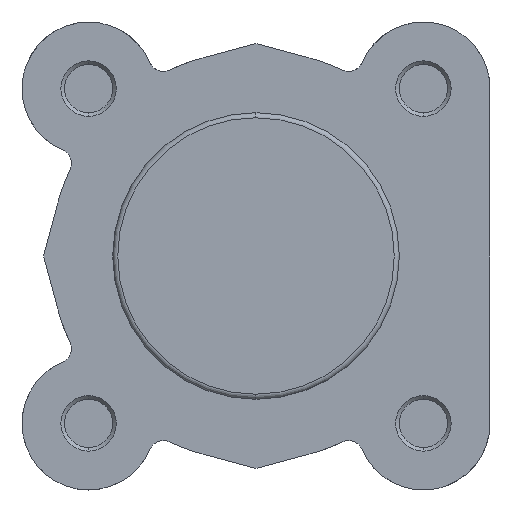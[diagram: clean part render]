
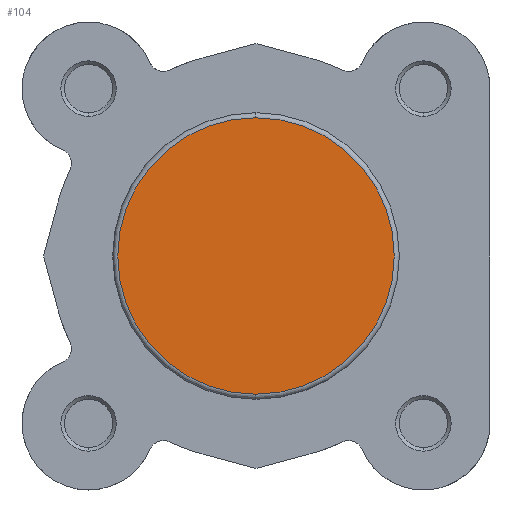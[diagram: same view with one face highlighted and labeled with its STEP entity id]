
A CAD part, left-side view. The second image highlights one B-rep face of the part: STEP entity #104.
In plain terms, the highlighted planar face has unit normal (-1, 0, 0).
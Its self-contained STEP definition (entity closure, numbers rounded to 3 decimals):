
#104 = ADVANCED_FACE ( 'NONE', ( #4255 ), #6377, .F. ) ;
#457 = ORIENTED_EDGE ( 'NONE', *, *, #1214, .T. ) ;
#458 = ORIENTED_EDGE ( 'NONE', *, *, #1080, .T. ) ;
#1080 = EDGE_CURVE ( 'NONE', #6847, #6846, #5017, .T. ) ;
#1214 = EDGE_CURVE ( 'NONE', #6846, #6847, #3610, .T. ) ;
#1459 = AXIS2_PLACEMENT_3D ( 'NONE', #6378, #6376, #6375 ) ;
#1790 = EDGE_LOOP ( 'NONE', ( #457, #458 ) ) ;
#2054 = AXIS2_PLACEMENT_3D ( 'NONE', #6303, #2255, #2256 ) ;
#2129 = AXIS2_PLACEMENT_3D ( 'NONE', #2572, #2579, #2580 ) ;
#2255 = DIRECTION ( 'NONE',  ( -1., 0., 0. ) ) ;
#2256 = DIRECTION ( 'NONE',  ( 0., 0., -1. ) ) ;
#2572 = CARTESIAN_POINT ( 'NONE',  ( 0., 0., 0. ) ) ;
#2579 = DIRECTION ( 'NONE',  ( -1., 0., 0. ) ) ;
#2580 = DIRECTION ( 'NONE',  ( 0., 0., -1. ) ) ;
#3384 = CARTESIAN_POINT ( 'NONE',  ( 0., 0., -19.2 ) ) ;
#3385 = CARTESIAN_POINT ( 'NONE',  ( 0., 0., 19.2 ) ) ;
#3610 = CIRCLE ( 'NONE', #2129, 19.2 ) ;
#4255 = FACE_OUTER_BOUND ( 'NONE', #1790, .T. ) ;
#5017 = CIRCLE ( 'NONE', #2054, 19.2 ) ;
#6303 = CARTESIAN_POINT ( 'NONE',  ( 0., 0., 0. ) ) ;
#6375 = DIRECTION ( 'NONE',  ( 0., 0., -1. ) ) ;
#6376 = DIRECTION ( 'NONE',  ( 1., 0., 0. ) ) ;
#6377 = PLANE ( 'NONE',  #1459 ) ;
#6378 = CARTESIAN_POINT ( 'NONE',  ( 0., 12.5, 0. ) ) ;
#6846 = VERTEX_POINT ( 'NONE', #3384 ) ;
#6847 = VERTEX_POINT ( 'NONE', #3385 ) ;
